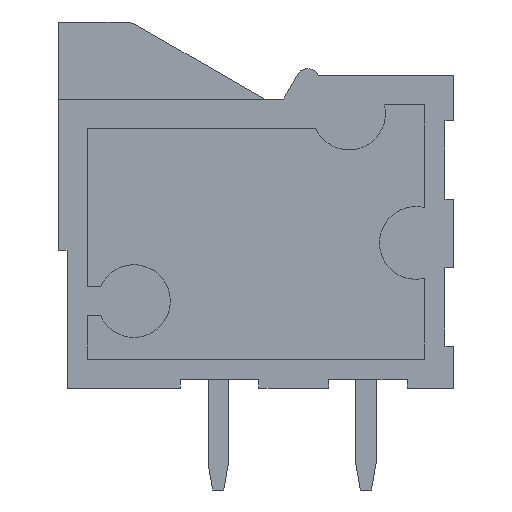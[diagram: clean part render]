
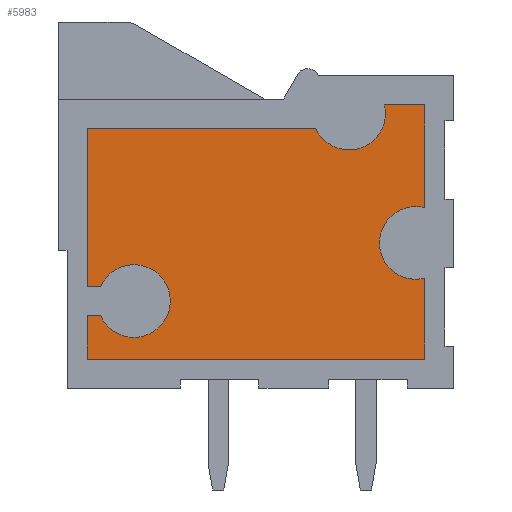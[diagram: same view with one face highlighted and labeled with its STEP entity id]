
A CAD part, left-side view. The second image highlights one B-rep face of the part: STEP entity #5983.
In plain terms, the highlighted planar face has unit normal (-1, 0, 0).
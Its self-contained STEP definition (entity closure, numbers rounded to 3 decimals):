
#5561=CARTESIAN_POINT('',(1.5,1.3,-6.35));
#5562=VERTEX_POINT('',#5561);
#5570=CARTESIAN_POINT('',(1.5,1.,-8.813));
#5571=VERTEX_POINT('',#5570);
#5572=CARTESIAN_POINT('',(1.5,1.3,-6.35));
#5573=CARTESIAN_POINT('',(1.5,1.476,-6.35));
#5574=CARTESIAN_POINT('',(1.5,1.652,-6.388));
#5575=CARTESIAN_POINT('',(1.5,1.813,-6.46));
#5576=CARTESIAN_POINT('',(1.5,1.974,-6.533));
#5577=CARTESIAN_POINT('',(1.5,2.119,-6.639));
#5578=CARTESIAN_POINT('',(1.5,2.236,-6.771));
#5579=CARTESIAN_POINT('',(1.5,2.353,-6.903));
#5580=CARTESIAN_POINT('',(1.5,2.441,-7.06));
#5581=CARTESIAN_POINT('',(1.5,2.493,-7.228));
#5582=CARTESIAN_POINT('',(1.5,2.546,-7.397));
#5583=CARTESIAN_POINT('',(1.5,2.562,-7.576));
#5584=CARTESIAN_POINT('',(1.5,2.541,-7.751));
#5585=CARTESIAN_POINT('',(1.5,2.52,-7.926));
#5586=CARTESIAN_POINT('',(1.5,2.461,-8.096));
#5587=CARTESIAN_POINT('',(1.5,2.369,-8.247));
#5588=CARTESIAN_POINT('',(1.5,2.278,-8.398));
#5589=CARTESIAN_POINT('',(1.5,2.155,-8.529));
#5590=CARTESIAN_POINT('',(1.5,2.01,-8.629));
#5591=CARTESIAN_POINT('',(1.5,1.864,-8.729));
#5592=CARTESIAN_POINT('',(1.5,1.698,-8.798));
#5593=CARTESIAN_POINT('',(1.5,1.525,-8.83));
#5594=CARTESIAN_POINT('',(1.5,1.351,-8.861));
#5595=CARTESIAN_POINT('',(1.5,1.171,-8.856));
#5596=CARTESIAN_POINT('',(1.5,1.,-8.813));
#5597=B_SPLINE_CURVE_WITH_KNOTS('',3,(#5572,#5573,#5574,#5575,#5576,#5577,#5578,#5579,#5580,#5581,#5582,#5583,#5584,#5585,#5586,#5587,#5588,#5589,#5590,#5591,#5592,#5593,#5594,#5595,#5596),.UNSPECIFIED.,.F.,.F.,(4,3,3,3,3,3,3,3,4),(0.,24.236,48.472,72.707,96.943,121.179,145.415,169.651,193.887),.UNSPECIFIED.);
#5598=EDGE_CURVE('',#5562,#5571,#5597,.T.);
#5618=CARTESIAN_POINT('',(1.5,1.,-11.6));
#5619=VERTEX_POINT('',#5618);
#5620=CARTESIAN_POINT('',(1.5,1.,-11.6));
#5621=CARTESIAN_POINT('',(1.5,1.,-10.671));
#5622=CARTESIAN_POINT('',(1.5,1.,-9.742));
#5623=CARTESIAN_POINT('',(1.5,1.,-8.813));
#5624=B_SPLINE_CURVE_WITH_KNOTS('',3,(#5620,#5621,#5622,#5623),.UNSPECIFIED.,.F.,.F.,(4,4),(0.,2.787),.UNSPECIFIED.);
#5625=EDGE_CURVE('',#5619,#5571,#5624,.T.);
#5644=CARTESIAN_POINT('',(1.5,12.6,-11.6));
#5645=VERTEX_POINT('',#5644);
#5646=CARTESIAN_POINT('',(1.5,12.6,-11.6));
#5647=CARTESIAN_POINT('',(1.5,8.733,-11.6));
#5648=CARTESIAN_POINT('',(1.5,4.867,-11.6));
#5649=CARTESIAN_POINT('',(1.5,1.,-11.6));
#5650=B_SPLINE_CURVE_WITH_KNOTS('',3,(#5646,#5647,#5648,#5649),.UNSPECIFIED.,.F.,.F.,(4,4),(0.,11.6),.UNSPECIFIED.);
#5651=EDGE_CURVE('',#5645,#5619,#5650,.T.);
#5670=CARTESIAN_POINT('',(1.5,12.6,-10.1));
#5671=VERTEX_POINT('',#5670);
#5672=CARTESIAN_POINT('',(1.5,12.6,-11.6));
#5673=CARTESIAN_POINT('',(1.5,12.6,-11.1));
#5674=CARTESIAN_POINT('',(1.5,12.6,-10.6));
#5675=CARTESIAN_POINT('',(1.5,12.6,-10.1));
#5676=B_SPLINE_CURVE_WITH_KNOTS('',3,(#5672,#5673,#5674,#5675),.UNSPECIFIED.,.F.,.F.,(4,4),(0.,1.5),.UNSPECIFIED.);
#5677=EDGE_CURVE('',#5645,#5671,#5676,.T.);
#5696=CARTESIAN_POINT('',(1.5,12.146,-10.1));
#5697=VERTEX_POINT('',#5696);
#5698=CARTESIAN_POINT('',(1.5,12.6,-10.1));
#5699=CARTESIAN_POINT('',(1.5,12.449,-10.1));
#5700=CARTESIAN_POINT('',(1.5,12.297,-10.1));
#5701=CARTESIAN_POINT('',(1.5,12.146,-10.1));
#5702=B_SPLINE_CURVE_WITH_KNOTS('',3,(#5698,#5699,#5700,#5701),.UNSPECIFIED.,.F.,.F.,(4,4),(0.,0.454),.UNSPECIFIED.);
#5703=EDGE_CURVE('',#5671,#5697,#5702,.T.);
#5720=CARTESIAN_POINT('',(1.5,11.,-8.35));
#5721=VERTEX_POINT('',#5720);
#5729=CARTESIAN_POINT('',(1.5,12.146,-9.1));
#5730=VERTEX_POINT('',#5729);
#5731=CARTESIAN_POINT('',(1.5,11.,-8.35));
#5732=CARTESIAN_POINT('',(1.5,11.242,-8.35));
#5733=CARTESIAN_POINT('',(1.5,11.483,-8.422));
#5734=CARTESIAN_POINT('',(1.5,11.685,-8.554));
#5735=CARTESIAN_POINT('',(1.5,11.887,-8.686));
#5736=CARTESIAN_POINT('',(1.5,12.049,-8.879));
#5737=CARTESIAN_POINT('',(1.5,12.146,-9.1));
#5738=B_SPLINE_CURVE_WITH_KNOTS('',3,(#5731,#5732,#5733,#5734,#5735,#5736,#5737),.UNSPECIFIED.,.F.,.F.,(4,3,4),(0.,33.211,66.422),.UNSPECIFIED.);
#5739=EDGE_CURVE('',#5721,#5730,#5738,.T.);
#5759=CARTESIAN_POINT('',(1.5,12.6,-9.1));
#5760=VERTEX_POINT('',#5759);
#5761=CARTESIAN_POINT('',(1.5,12.6,-9.1));
#5762=CARTESIAN_POINT('',(1.5,12.449,-9.1));
#5763=CARTESIAN_POINT('',(1.5,12.297,-9.1));
#5764=CARTESIAN_POINT('',(1.5,12.146,-9.1));
#5765=B_SPLINE_CURVE_WITH_KNOTS('',3,(#5761,#5762,#5763,#5764),.UNSPECIFIED.,.F.,.F.,(4,4),(0.,0.454),.UNSPECIFIED.);
#5766=EDGE_CURVE('',#5760,#5730,#5765,.T.);
#5785=CARTESIAN_POINT('',(1.5,12.6,-3.65));
#5786=VERTEX_POINT('',#5785);
#5787=CARTESIAN_POINT('',(1.5,12.6,-9.1));
#5788=CARTESIAN_POINT('',(1.5,12.6,-7.283));
#5789=CARTESIAN_POINT('',(1.5,12.6,-5.467));
#5790=CARTESIAN_POINT('',(1.5,12.6,-3.65));
#5791=B_SPLINE_CURVE_WITH_KNOTS('',3,(#5787,#5788,#5789,#5790),.UNSPECIFIED.,.F.,.F.,(4,4),(0.,5.45),.UNSPECIFIED.);
#5792=EDGE_CURVE('',#5760,#5786,#5791,.T.);
#5811=CARTESIAN_POINT('',(1.5,4.746,-3.65));
#5812=VERTEX_POINT('',#5811);
#5813=CARTESIAN_POINT('',(1.5,4.746,-3.65));
#5814=CARTESIAN_POINT('',(1.5,7.364,-3.65));
#5815=CARTESIAN_POINT('',(1.5,9.982,-3.65));
#5816=CARTESIAN_POINT('',(1.5,12.6,-3.65));
#5817=B_SPLINE_CURVE_WITH_KNOTS('',3,(#5813,#5814,#5815,#5816),.UNSPECIFIED.,.F.,.F.,(4,4),(0.,7.854),.UNSPECIFIED.);
#5818=EDGE_CURVE('',#5812,#5786,#5817,.T.);
#5837=CARTESIAN_POINT('',(1.5,2.387,-2.85));
#5838=VERTEX_POINT('',#5837);
#5839=CARTESIAN_POINT('',(1.5,4.746,-3.65));
#5840=CARTESIAN_POINT('',(1.5,4.684,-3.792));
#5841=CARTESIAN_POINT('',(1.5,4.595,-3.922));
#5842=CARTESIAN_POINT('',(1.5,4.486,-4.032));
#5843=CARTESIAN_POINT('',(1.5,4.377,-4.142));
#5844=CARTESIAN_POINT('',(1.5,4.247,-4.231));
#5845=CARTESIAN_POINT('',(1.5,4.105,-4.293));
#5846=CARTESIAN_POINT('',(1.5,3.964,-4.356));
#5847=CARTESIAN_POINT('',(1.5,3.81,-4.392));
#5848=CARTESIAN_POINT('',(1.5,3.656,-4.399));
#5849=CARTESIAN_POINT('',(1.5,3.501,-4.406));
#5850=CARTESIAN_POINT('',(1.5,3.345,-4.384));
#5851=CARTESIAN_POINT('',(1.5,3.199,-4.334));
#5852=CARTESIAN_POINT('',(1.5,3.052,-4.284));
#5853=CARTESIAN_POINT('',(1.5,2.915,-4.207));
#5854=CARTESIAN_POINT('',(1.5,2.796,-4.107));
#5855=CARTESIAN_POINT('',(1.5,2.678,-4.008));
#5856=CARTESIAN_POINT('',(1.5,2.578,-3.886));
#5857=CARTESIAN_POINT('',(1.5,2.503,-3.75));
#5858=CARTESIAN_POINT('',(1.5,2.429,-3.614));
#5859=CARTESIAN_POINT('',(1.5,2.38,-3.465));
#5860=CARTESIAN_POINT('',(1.5,2.36,-3.311));
#5861=CARTESIAN_POINT('',(1.5,2.34,-3.158));
#5862=CARTESIAN_POINT('',(1.5,2.349,-3.));
#5863=CARTESIAN_POINT('',(1.5,2.387,-2.85));
#5864=B_SPLINE_CURVE_WITH_KNOTS('',3,(#5839,#5840,#5841,#5842,#5843,#5844,#5845,#5846,#5847,#5848,#5849,#5850,#5851,#5852,#5853,#5854,#5855,#5856,#5857,#5858,#5859,#5860,#5861,#5862,#5863),.UNSPECIFIED.,.F.,.F.,(4,3,3,3,3,3,3,3,4),(113.578,134.867,156.155,177.444,198.732,220.021,241.309,262.598,283.887),.UNSPECIFIED.);
#5865=EDGE_CURVE('',#5812,#5838,#5864,.T.);
#5884=CARTESIAN_POINT('',(1.5,1.,-2.85));
#5885=VERTEX_POINT('',#5884);
#5886=CARTESIAN_POINT('',(1.5,2.387,-2.85));
#5887=CARTESIAN_POINT('',(1.5,1.924,-2.85));
#5888=CARTESIAN_POINT('',(1.5,1.462,-2.85));
#5889=CARTESIAN_POINT('',(1.5,1.,-2.85));
#5890=B_SPLINE_CURVE_WITH_KNOTS('',3,(#5886,#5887,#5888,#5889),.UNSPECIFIED.,.F.,.F.,(4,4),(0.,1.387),.UNSPECIFIED.);
#5891=EDGE_CURVE('',#5838,#5885,#5890,.T.);
#5910=CARTESIAN_POINT('',(1.5,1.,-6.387));
#5911=VERTEX_POINT('',#5910);
#5912=CARTESIAN_POINT('',(1.5,1.,-6.387));
#5913=CARTESIAN_POINT('',(1.5,1.,-5.208));
#5914=CARTESIAN_POINT('',(1.5,1.,-4.029));
#5915=CARTESIAN_POINT('',(1.5,1.,-2.85));
#5916=B_SPLINE_CURVE_WITH_KNOTS('',3,(#5912,#5913,#5914,#5915),.UNSPECIFIED.,.F.,.F.,(4,4),(0.,3.537),.UNSPECIFIED.);
#5917=EDGE_CURVE('',#5911,#5885,#5916,.T.);
#5929=CARTESIAN_POINT('',(1.5,0.,0.));
#5930=DIRECTION('',(-1.,0.,0.));
#5931=DIRECTION('',(0.,0.,1.));
#5932=AXIS2_PLACEMENT_3D('',#5929,#5930,#5931);
#5933=PLANE('',#5932);
#5934=ORIENTED_EDGE('',*,*,#5598,.F.);
#5935=CARTESIAN_POINT('',(1.5,1.,-6.387));
#5936=CARTESIAN_POINT('',(1.5,1.098,-6.362));
#5937=CARTESIAN_POINT('',(1.5,1.199,-6.35));
#5938=CARTESIAN_POINT('',(1.5,1.3,-6.35));
#5939=B_SPLINE_CURVE_WITH_KNOTS('',3,(#5935,#5936,#5937,#5938),.UNSPECIFIED.,.F.,.F.,(4,4),(346.113,360.),.UNSPECIFIED.);
#5940=EDGE_CURVE('',#5911,#5562,#5939,.T.);
#5941=ORIENTED_EDGE('',*,*,#5940,.F.);
#5942=ORIENTED_EDGE('',*,*,#5917,.T.);
#5943=ORIENTED_EDGE('',*,*,#5891,.F.);
#5944=ORIENTED_EDGE('',*,*,#5865,.F.);
#5945=ORIENTED_EDGE('',*,*,#5818,.T.);
#5946=ORIENTED_EDGE('',*,*,#5792,.F.);
#5947=ORIENTED_EDGE('',*,*,#5766,.T.);
#5948=ORIENTED_EDGE('',*,*,#5739,.F.);
#5949=CARTESIAN_POINT('',(1.5,12.146,-10.1));
#5950=CARTESIAN_POINT('',(1.5,12.056,-10.305));
#5951=CARTESIAN_POINT('',(1.5,11.91,-10.486));
#5952=CARTESIAN_POINT('',(1.5,11.728,-10.616));
#5953=CARTESIAN_POINT('',(1.5,11.546,-10.747));
#5954=CARTESIAN_POINT('',(1.5,11.328,-10.827));
#5955=CARTESIAN_POINT('',(1.5,11.105,-10.846));
#5956=CARTESIAN_POINT('',(1.5,10.882,-10.864));
#5957=CARTESIAN_POINT('',(1.5,10.654,-10.822));
#5958=CARTESIAN_POINT('',(1.5,10.452,-10.724));
#5959=CARTESIAN_POINT('',(1.5,10.251,-10.625));
#5960=CARTESIAN_POINT('',(1.5,10.077,-10.472));
#5961=CARTESIAN_POINT('',(1.5,9.954,-10.285));
#5962=CARTESIAN_POINT('',(1.5,9.831,-10.097));
#5963=CARTESIAN_POINT('',(1.5,9.761,-9.876));
#5964=CARTESIAN_POINT('',(1.5,9.751,-9.653));
#5965=CARTESIAN_POINT('',(1.5,9.742,-9.429));
#5966=CARTESIAN_POINT('',(1.5,9.794,-9.203));
#5967=CARTESIAN_POINT('',(1.5,9.9,-9.006));
#5968=CARTESIAN_POINT('',(1.5,10.007,-8.809));
#5969=CARTESIAN_POINT('',(1.5,10.167,-8.641));
#5970=CARTESIAN_POINT('',(1.5,10.36,-8.526));
#5971=CARTESIAN_POINT('',(1.5,10.552,-8.412));
#5972=CARTESIAN_POINT('',(1.5,10.776,-8.35));
#5973=CARTESIAN_POINT('',(1.5,11.,-8.35));
#5974=B_SPLINE_CURVE_WITH_KNOTS('',3,(#5949,#5950,#5951,#5952,#5953,#5954,#5955,#5956,#5957,#5958,#5959,#5960,#5961,#5962,#5963,#5964,#5965,#5966,#5967,#5968,#5969,#5970,#5971,#5972,#5973),.UNSPECIFIED.,.F.,.F.,(4,3,3,3,3,3,3,3,4),(113.578,144.381,175.184,205.986,236.789,267.592,298.395,329.197,360.),.UNSPECIFIED.);
#5975=EDGE_CURVE('',#5697,#5721,#5974,.T.);
#5976=ORIENTED_EDGE('',*,*,#5975,.F.);
#5977=ORIENTED_EDGE('',*,*,#5703,.F.);
#5978=ORIENTED_EDGE('',*,*,#5677,.F.);
#5979=ORIENTED_EDGE('',*,*,#5651,.T.);
#5980=ORIENTED_EDGE('',*,*,#5625,.T.);
#5981=EDGE_LOOP('',(#5934,#5941,#5942,#5943,#5944,#5945,#5946,#5947,#5948,#5976,#5977,#5978,#5979,#5980));
#5982=FACE_BOUND('',#5981,.T.);
#5983=ADVANCED_FACE('',(#5982),#5933,.T.);
